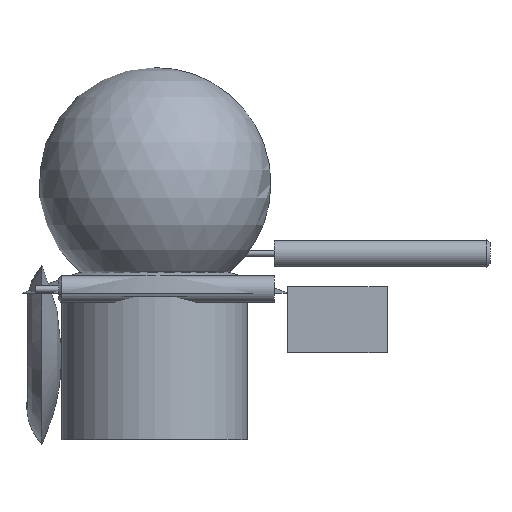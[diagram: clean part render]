
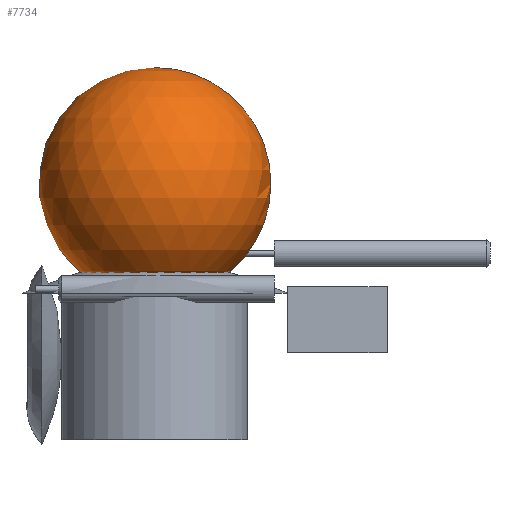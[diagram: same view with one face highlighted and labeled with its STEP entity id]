
A CAD part, front view. The second image highlights one B-rep face of the part: STEP entity #7734.
In plain terms, the highlighted spherical face has radius 1.75 mm.
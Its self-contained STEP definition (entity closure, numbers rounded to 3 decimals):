
#7734 = ADVANCED_FACE('',(#7735),#7739,.T.);
#7735 = FACE_BOUND('',#7736,.T.);
#7736 = VERTEX_LOOP('',#7737);
#7737 = VERTEX_POINT('',#7738);
#7738 = CARTESIAN_POINT('',(0.,0.,-0.1)
  );
#7739 = SPHERICAL_SURFACE('',#7740,1.75);
#7740 = AXIS2_PLACEMENT_3D('',#7741,#7742,#7743);
#7741 = CARTESIAN_POINT('',(0.,0.,1.65));
#7742 = DIRECTION('',(0.,0.,1.));
#7743 = DIRECTION('',(1.,0.,0.));
